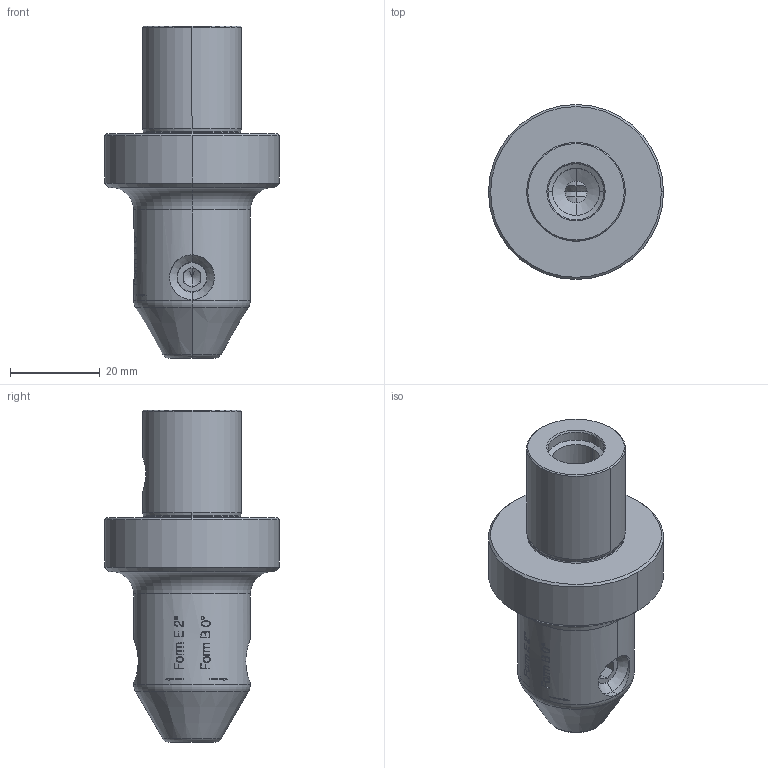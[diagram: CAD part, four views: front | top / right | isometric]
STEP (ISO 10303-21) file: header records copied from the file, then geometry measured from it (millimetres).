
FILE_DESCRIPTION(('no description'),'unknown implementation level');
FILE_NAME('23FF39A2-343E-4DF5-9F50-E9541376CB29_export.stp',' ',('CIMSOURCE GmbH'),('CADClick - KiM GmbH - www.kimweb.de'),'unknown preprocess','ACIS','unknown authorization');
FILE_SCHEMA(('automotive_design'));
Length unit declared in the file: millimetre
Products named in the file (3): 335.231 Kaiser CKS4 X D8 B+E|690.478 Kaiser ETL M8 X 10_Standard;NONE; 335.231 Kaiser CKS4 X D8 B+E|335.231 Kaiser CKS4 X D8 B+E_Standard;NONE
Bounding box: 39 x 39 x 74 mm (x, y, z)
Volume: 36759.8 mm3; surface area: 10678.2 mm2
Topology: 3 solids, 3 shells, 327 faces, 828 edges, 524 vertices
Faces by surface type: plane 129, bspline 91, cylinder 53, cone 42, torus 12
Entity records: 23249 total; most frequent: CARTESIAN_POINT 6484, STYLED_ITEM 1674, PRESENTATION_STYLE_ASSIGNMENT 1674, COLOUR_RGB 1674, ORIENTED_EDGE 1640, DIRECTION 1322, EDGE_CURVE 820, CURVE_STYLE 820
